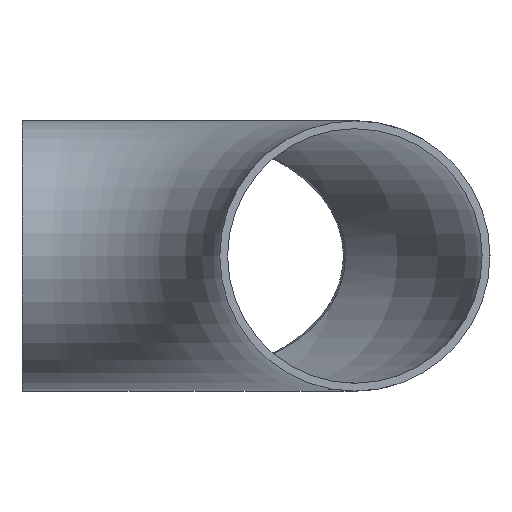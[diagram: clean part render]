
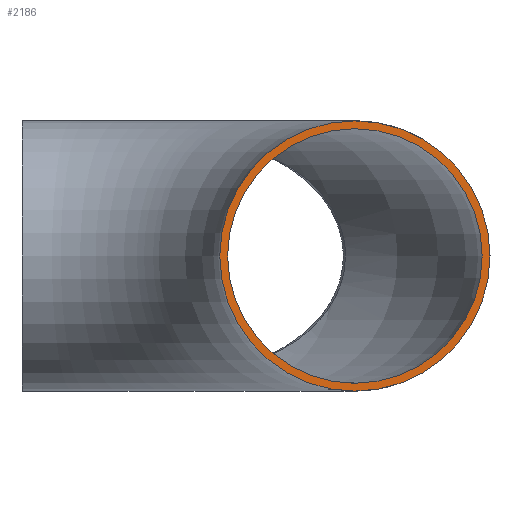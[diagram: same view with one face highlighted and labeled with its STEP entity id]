
A CAD part, left-side view. The second image highlights one B-rep face of the part: STEP entity #2186.
In plain terms, the highlighted planar face has unit normal (-1, 0, 0).
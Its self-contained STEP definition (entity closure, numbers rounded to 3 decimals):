
#227 = CIRCLE ( 'NONE', #5015, 34.5 ) ;
#276 = AXIS2_PLACEMENT_3D ( 'NONE', #5690, #9784, #729 ) ;
#508 = EDGE_LOOP ( 'NONE', ( #6374 ) ) ;
#545 = EDGE_CURVE ( 'NONE', #2810, #2810, #227, .T. ) ;
#729 = DIRECTION ( 'NONE',  ( 0., -1., 0. ) ) ;
#914 = ORIENTED_EDGE ( 'NONE', *, *, #2215, .F. ) ;
#2162 = CARTESIAN_POINT ( 'NONE',  ( -85., -117.5, 0. ) ) ;
#2186 = ADVANCED_FACE ( 'NONE', ( #8908, #5311 ), #9693, .T. ) ;
#2215 = EDGE_CURVE ( 'NONE', #10375, #10375, #9282, .T. ) ;
#2810 = VERTEX_POINT ( 'NONE', #10570 ) ;
#3189 = DIRECTION ( 'NONE',  ( -1., 0., 0. ) ) ;
#3573 = AXIS2_PLACEMENT_3D ( 'NONE', #5720, #3189, #7239 ) ;
#3979 = DIRECTION ( 'NONE',  ( 0., -1., 0. ) ) ;
#4876 = DIRECTION ( 'NONE',  ( -1., 0., 0. ) ) ;
#5015 = AXIS2_PLACEMENT_3D ( 'NONE', #8871, #4876, #3979 ) ;
#5311 = FACE_OUTER_BOUND ( 'NONE', #508, .T. ) ;
#5690 = CARTESIAN_POINT ( 'NONE',  ( -85., -85., 0. ) ) ;
#5720 = CARTESIAN_POINT ( 'NONE',  ( -85., 0., 39.462 ) ) ;
#6374 = ORIENTED_EDGE ( 'NONE', *, *, #545, .T. ) ;
#7239 = DIRECTION ( 'NONE',  ( 0., -1., 0. ) ) ;
#8871 = CARTESIAN_POINT ( 'NONE',  ( -85., -85., 0. ) ) ;
#8908 = FACE_BOUND ( 'NONE', #9521, .T. ) ;
#9282 = CIRCLE ( 'NONE', #276, 32.5 ) ;
#9521 = EDGE_LOOP ( 'NONE', ( #914 ) ) ;
#9693 = PLANE ( 'NONE',  #3573 ) ;
#9784 = DIRECTION ( 'NONE',  ( -1., 0., 0. ) ) ;
#10375 = VERTEX_POINT ( 'NONE', #2162 ) ;
#10570 = CARTESIAN_POINT ( 'NONE',  ( -85., -119.5, 0. ) ) ;
